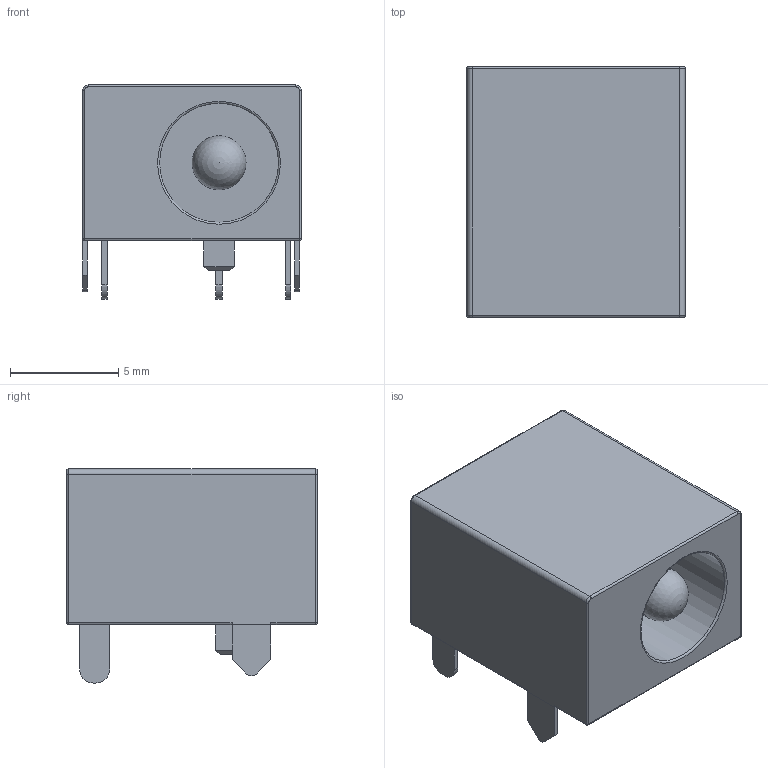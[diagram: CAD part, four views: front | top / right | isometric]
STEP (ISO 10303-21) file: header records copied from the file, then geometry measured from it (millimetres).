
FILE_DESCRIPTION(('FreeCAD Model'),'2;1');
FILE_NAME('Open CASCADE Shape Model','2023-04-29T23:28:48',( 'kicad StepUp'),('ksu MCAD'),'Open CASCADE STEP processor 7.6', 'FreeCAD','Unknown');
FILE_SCHEMA(('AUTOMOTIVE_DESIGN { 1 0 10303 214 1 1 1 1 }'));
Length unit declared in the file: millimetre
Products named in the file (1): Body001
Bounding box: 10.1 x 11.6 x 9.9 mm (x, y, z)
Volume: 667.2 mm3; surface area: 821.7 mm2
Topology: 1 solids, 1 shells, 76 faces, 182 edges, 110 vertices
Faces by surface type: plane 43, cylinder 23, torus 5, sphere 5
Full cylindrical faces by diameter (mm): 2.5 x1, 5.5 x1
Entity records: 2164 total; most frequent: DIRECTION 384, CARTESIAN_POINT 364, ORIENTED_EDGE 354, EDGE_CURVE 177, AXIS2_PLACEMENT_3D 130, LINE 124, VECTOR 124, VERTEX_POINT 110
